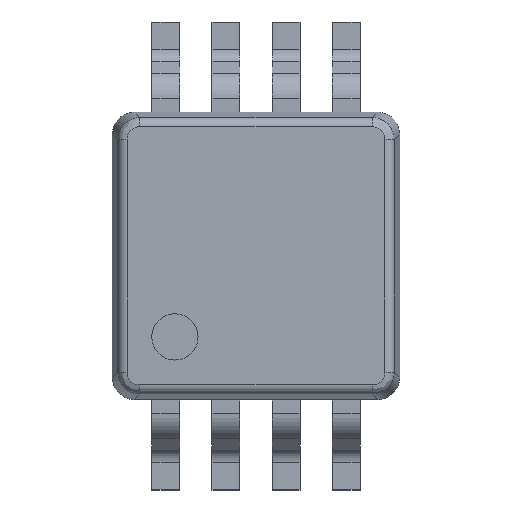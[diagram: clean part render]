
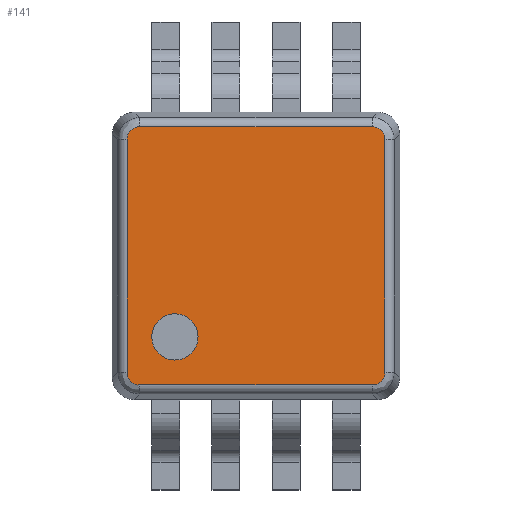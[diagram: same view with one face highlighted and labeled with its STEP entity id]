
A CAD part, top view. The second image highlights one B-rep face of the part: STEP entity #141.
In plain terms, the highlighted planar face has unit normal (0, 0, 1).
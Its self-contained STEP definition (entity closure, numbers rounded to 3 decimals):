
#141=ADVANCED_FACE('',(#1593,#1595),#1597,.T.);
#1593=FACE_BOUND('',#1594,.T.);
#1594=EDGE_LOOP('',(#2833,#2834,#2835,#2836,#2837,#2838,#2839,#2840));
#1595=FACE_BOUND('',#1596,.T.);
#1596=EDGE_LOOP('',(#2841));
#1597=PLANE('',#1598);
#1598=AXIS2_PLACEMENT_3D('',#1599,#1600,#1601);
#1599=CARTESIAN_POINT('',(0.,0.,1.1));
#1600=DIRECTION('',(0.,0.,1.));
#1601=DIRECTION('',(1.,0.,0.));
#2833=ORIENTED_EDGE('',*,*,#3653,.T.);
#2834=ORIENTED_EDGE('',*,*,#3654,.F.);
#2835=ORIENTED_EDGE('',*,*,#3655,.T.);
#2836=ORIENTED_EDGE('',*,*,#3656,.F.);
#2837=ORIENTED_EDGE('',*,*,#3657,.T.);
#2838=ORIENTED_EDGE('',*,*,#3658,.F.);
#2839=ORIENTED_EDGE('',*,*,#3659,.T.);
#2840=ORIENTED_EDGE('',*,*,#3660,.F.);
#2841=ORIENTED_EDGE('',*,*,#3661,.T.);
#3653=EDGE_CURVE('',#4079,#4080,#4081,.T.);
#3654=EDGE_CURVE('',#4082,#4080,#4083,.F.);
#3655=EDGE_CURVE('',#4082,#4084,#4085,.T.);
#3656=EDGE_CURVE('',#4086,#4084,#4087,.F.);
#3657=EDGE_CURVE('',#4086,#4088,#4089,.T.);
#3658=EDGE_CURVE('',#4090,#4088,#4091,.F.);
#3659=EDGE_CURVE('',#4090,#4092,#4093,.T.);
#3660=EDGE_CURVE('',#4079,#4092,#4094,.F.);
#3661=EDGE_CURVE('',#4095,#4095,#4096,.F.);
#4079=VERTEX_POINT('',#4843);
#4080=VERTEX_POINT('',#4844);
#4081=LINE('',#4845,#4846);
#4082=VERTEX_POINT('',#4848);
#4083=(BOUNDED_CURVE()B_SPLINE_CURVE(3,
(#4849,#4850,#4851,#4852),
.UNSPECIFIED.,.F.,.F.)B_SPLINE_CURVE_WITH_KNOTS((4,4),
(0.,1.),
.UNSPECIFIED.)CURVE()GEOMETRIC_REPRESENTATION_ITEM()RATIONAL_B_SPLINE_CURVE((1.,
0.812,0.812,1.))REPRESENTATION_ITEM(''));
#4084=VERTEX_POINT('',#4853);
#4085=LINE('',#4854,#4855);
#4086=VERTEX_POINT('',#4857);
#4087=(BOUNDED_CURVE()B_SPLINE_CURVE(3,
(#4858,#4859,#4860,#4861),
.UNSPECIFIED.,.F.,.F.)B_SPLINE_CURVE_WITH_KNOTS((4,4),
(0.,1.),
.UNSPECIFIED.)CURVE()GEOMETRIC_REPRESENTATION_ITEM()RATIONAL_B_SPLINE_CURVE((1.,
0.812,0.812,1.))REPRESENTATION_ITEM(''));
#4088=VERTEX_POINT('',#4862);
#4089=LINE('',#4863,#4864);
#4090=VERTEX_POINT('',#4866);
#4091=(BOUNDED_CURVE()B_SPLINE_CURVE(3,
(#4867,#4868,#4869,#4870),
.UNSPECIFIED.,.F.,.F.)B_SPLINE_CURVE_WITH_KNOTS((4,4),
(0.,1.),
.UNSPECIFIED.)CURVE()GEOMETRIC_REPRESENTATION_ITEM()RATIONAL_B_SPLINE_CURVE((1.,
0.812,0.812,1.))REPRESENTATION_ITEM(''));
#4092=VERTEX_POINT('',#4871);
#4093=LINE('',#4872,#4873);
#4094=(BOUNDED_CURVE()B_SPLINE_CURVE(3,
(#4875,#4876,#4877,#4878),
.UNSPECIFIED.,.F.,.F.)B_SPLINE_CURVE_WITH_KNOTS((4,4),
(0.,1.),
.UNSPECIFIED.)CURVE()GEOMETRIC_REPRESENTATION_ITEM()RATIONAL_B_SPLINE_CURVE((1.,
0.812,0.812,1.))REPRESENTATION_ITEM(''));
#4095=VERTEX_POINT('',#4879);
#4096=CIRCLE('',#4880,0.25);
#4843=CARTESIAN_POINT('',(1.257,1.392,1.1));
#4844=CARTESIAN_POINT('',(-1.257,1.392,1.1));
#4845=CARTESIAN_POINT('',(1.257,1.392,1.1));
#4846=VECTOR('',#4847,1.);
#4847=DIRECTION('',(-1.,0.,0.));
#4848=CARTESIAN_POINT('',(-1.392,1.257,1.1));
#4849=CARTESIAN_POINT('',(-1.257,1.392,1.1));
#4850=CARTESIAN_POINT('',(-1.336,1.392,1.1));
#4851=CARTESIAN_POINT('',(-1.392,1.336,1.1));
#4852=CARTESIAN_POINT('',(-1.392,1.257,1.1));
#4853=CARTESIAN_POINT('',(-1.392,-1.257,1.1));
#4854=CARTESIAN_POINT('',(-1.392,1.257,1.1));
#4855=VECTOR('',#4856,1.);
#4856=DIRECTION('',(0.,-1.,0.));
#4857=CARTESIAN_POINT('',(-1.257,-1.392,1.1));
#4858=CARTESIAN_POINT('',(-1.392,-1.257,1.1));
#4859=CARTESIAN_POINT('',(-1.392,-1.336,1.1));
#4860=CARTESIAN_POINT('',(-1.336,-1.392,1.1));
#4861=CARTESIAN_POINT('',(-1.257,-1.392,1.1));
#4862=CARTESIAN_POINT('',(1.257,-1.392,1.1));
#4863=CARTESIAN_POINT('',(-1.257,-1.392,1.1));
#4864=VECTOR('',#4865,1.);
#4865=DIRECTION('',(1.,0.,0.));
#4866=CARTESIAN_POINT('',(1.392,-1.257,1.1));
#4867=CARTESIAN_POINT('',(1.257,-1.392,1.1));
#4868=CARTESIAN_POINT('',(1.336,-1.392,1.1));
#4869=CARTESIAN_POINT('',(1.392,-1.336,1.1));
#4870=CARTESIAN_POINT('',(1.392,-1.257,1.1));
#4871=CARTESIAN_POINT('',(1.392,1.257,1.1));
#4872=CARTESIAN_POINT('',(1.392,-1.257,1.1));
#4873=VECTOR('',#4874,1.);
#4874=DIRECTION('',(0.,1.,0.));
#4875=CARTESIAN_POINT('',(1.392,1.257,1.1));
#4876=CARTESIAN_POINT('',(1.392,1.336,1.1));
#4877=CARTESIAN_POINT('',(1.336,1.392,1.1));
#4878=CARTESIAN_POINT('',(1.257,1.392,1.1));
#4879=CARTESIAN_POINT('',(-0.625,-0.875,1.1));
#4880=AXIS2_PLACEMENT_3D('',#4881,#4882,#4883);
#4881=CARTESIAN_POINT('',(-0.875,-0.875,1.1));
#4882=DIRECTION('',(0.,0.,1.));
#4883=DIRECTION('',(1.,0.,0.));
